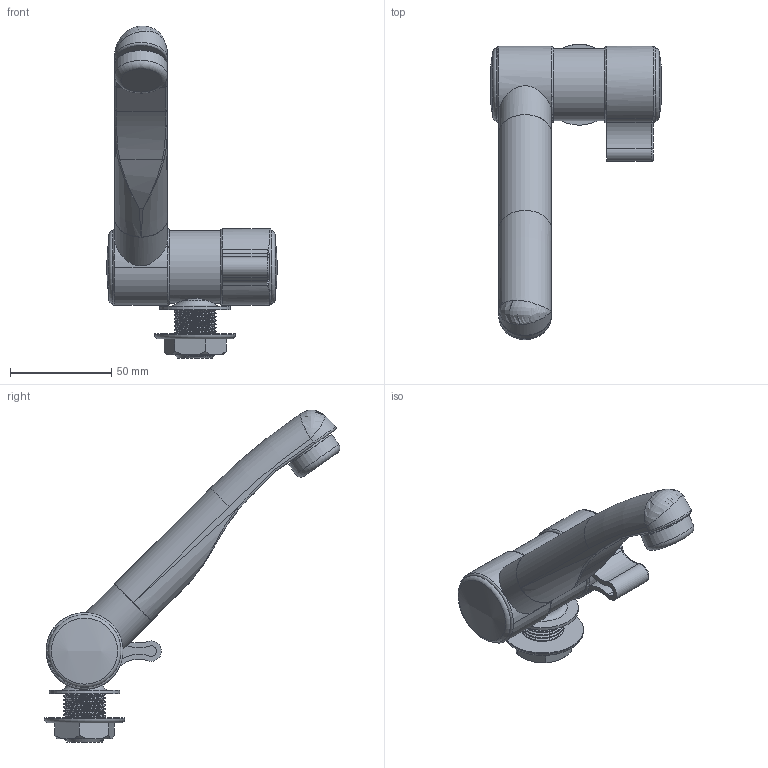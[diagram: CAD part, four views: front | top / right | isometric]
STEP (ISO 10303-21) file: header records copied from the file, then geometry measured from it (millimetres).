
FILE_DESCRIPTION(/* description */ (''),/* implementation_level */ '2;1');
FILE_NAME(/* name */ 'CometWasserhahn v5.step',/* time_stamp */ '2024-10-06T23:46:47+02:00',/* author */ (''),/* organization */ (''),/* preprocessor_version */ 'ST-DEVELOPER v20',/* originating_system */ 'Autodesk Translation Framework v13.20.0.188',/* authorisation */ '');
FILE_SCHEMA (('AUTOMOTIVE_DESIGN { 1 0 10303 214 3 1 1 }'));
Length unit declared in the file: millimetre
Products named in the file (5): CometWasserhahn; Base; Nut; Regulator; Faucet
Assembly tree (4 placements, depth 2):
  CometWasserhahn
    Base
    Nut
    Regulator
    Faucet
Bounding box: 84.63 x 146.36 x 164.33 mm (x, y, z)
Volume: 177209.8 mm3; surface area: 41740.7 mm2
Topology: 7 solids, 7 shells, 128 faces, 306 edges, 192 vertices
Faces by surface type: cylinder 49, plane 32, bspline 18, torus 17, cone 10, sphere 2
Full cylindrical faces by diameter (mm): 18.631 x12, 20.955 x5, 24 x1, 26 x2, 35 x1, 35.8 x1, 40 x1
Entity records: 14235 total; most frequent: CARTESIAN_POINT 11324, ORIENTED_EDGE 604, DIRECTION 536, EDGE_CURVE 302, AXIS2_PLACEMENT_3D 229, VERTEX_POINT 192, EDGE_LOOP 134, FACE_OUTER_BOUND 128
